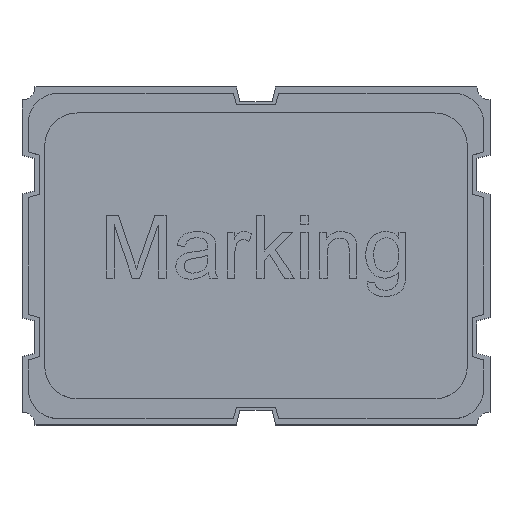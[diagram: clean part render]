
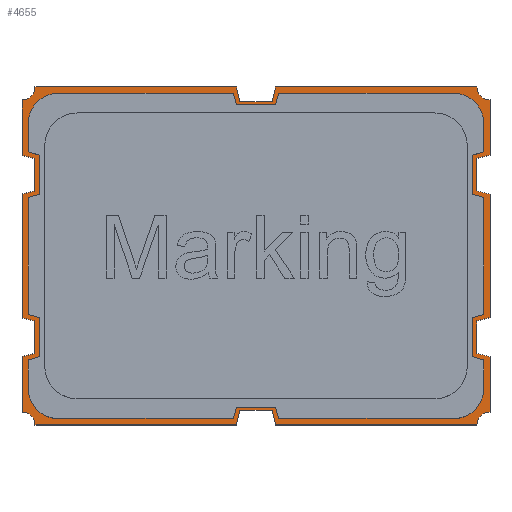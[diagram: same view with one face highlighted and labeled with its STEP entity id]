
A CAD part, top view. The second image highlights one B-rep face of the part: STEP entity #4655.
In plain terms, the highlighted planar face has unit normal (0, 0, 1).
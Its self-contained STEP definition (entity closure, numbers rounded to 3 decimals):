
#192=CIRCLE('',#5759,0.2);
#193=CIRCLE('',#5765,0.2);
#194=CIRCLE('',#5772,0.2);
#195=CIRCLE('',#5778,0.2);
#453=ORIENTED_EDGE('',*,*,#1722,.T.);
#454=ORIENTED_EDGE('',*,*,#1725,.T.);
#455=ORIENTED_EDGE('',*,*,#1727,.T.);
#456=ORIENTED_EDGE('',*,*,#1732,.T.);
#457=ORIENTED_EDGE('',*,*,#1714,.T.);
#458=ORIENTED_EDGE('',*,*,#1718,.T.);
#459=ORIENTED_EDGE('',*,*,#1720,.T.);
#460=ORIENTED_EDGE('',*,*,#1694,.T.);
#461=ORIENTED_EDGE('',*,*,#1734,.T.);
#462=ORIENTED_EDGE('',*,*,#1736,.T.);
#463=ORIENTED_EDGE('',*,*,#1737,.T.);
#464=ORIENTED_EDGE('',*,*,#1700,.T.);
#465=ORIENTED_EDGE('',*,*,#1739,.T.);
#466=ORIENTED_EDGE('',*,*,#1741,.T.);
#467=ORIENTED_EDGE('',*,*,#1743,.T.);
#468=ORIENTED_EDGE('',*,*,#1745,.T.);
#469=ORIENTED_EDGE('',*,*,#1747,.T.);
#470=ORIENTED_EDGE('',*,*,#1749,.T.);
#471=ORIENTED_EDGE('',*,*,#1751,.T.);
#472=ORIENTED_EDGE('',*,*,#1756,.T.);
#473=ORIENTED_EDGE('',*,*,#1705,.T.);
#474=ORIENTED_EDGE('',*,*,#1709,.T.);
#475=ORIENTED_EDGE('',*,*,#1711,.T.);
#476=ORIENTED_EDGE('',*,*,#1677,.T.);
#477=ORIENTED_EDGE('',*,*,#1758,.T.);
#478=ORIENTED_EDGE('',*,*,#1760,.T.);
#479=ORIENTED_EDGE('',*,*,#1761,.T.);
#480=ORIENTED_EDGE('',*,*,#1686,.T.);
#481=ORIENTED_EDGE('',*,*,#1763,.T.);
#482=ORIENTED_EDGE('',*,*,#1765,.T.);
#483=ORIENTED_EDGE('',*,*,#1767,.T.);
#484=ORIENTED_EDGE('',*,*,#1768,.T.);
#1677=EDGE_CURVE('',#2364,#2363,#2832,.T.);
#1686=EDGE_CURVE('',#2371,#2370,#2841,.T.);
#1694=EDGE_CURVE('',#2376,#2375,#2849,.T.);
#1700=EDGE_CURVE('',#2381,#2380,#2855,.T.);
#1705=EDGE_CURVE('',#2385,#2384,#2860,.T.);
#1709=EDGE_CURVE('',#2384,#2387,#2864,.T.);
#1711=EDGE_CURVE('',#2387,#2364,#2866,.T.);
#1714=EDGE_CURVE('',#2391,#2390,#2869,.T.);
#1718=EDGE_CURVE('',#2390,#2393,#2873,.T.);
#1720=EDGE_CURVE('',#2393,#2376,#2875,.T.);
#1722=EDGE_CURVE('',#2395,#2394,#2877,.T.);
#1725=EDGE_CURVE('',#2394,#2396,#2880,.T.);
#1727=EDGE_CURVE('',#2396,#2397,#192,.T.);
#1732=EDGE_CURVE('',#2397,#2391,#2886,.T.);
#1734=EDGE_CURVE('',#2375,#2401,#2888,.T.);
#1736=EDGE_CURVE('',#2401,#2402,#2890,.T.);
#1737=EDGE_CURVE('',#2402,#2381,#2891,.T.);
#1739=EDGE_CURVE('',#2380,#2403,#193,.T.);
#1741=EDGE_CURVE('',#2403,#2404,#2894,.T.);
#1743=EDGE_CURVE('',#2404,#2405,#2896,.T.);
#1745=EDGE_CURVE('',#2405,#2406,#2898,.T.);
#1747=EDGE_CURVE('',#2406,#2407,#2900,.T.);
#1749=EDGE_CURVE('',#2407,#2408,#2902,.T.);
#1751=EDGE_CURVE('',#2408,#2409,#194,.T.);
#1756=EDGE_CURVE('',#2409,#2385,#2908,.T.);
#1758=EDGE_CURVE('',#2363,#2413,#2910,.T.);
#1760=EDGE_CURVE('',#2413,#2414,#2912,.T.);
#1761=EDGE_CURVE('',#2414,#2371,#2913,.T.);
#1763=EDGE_CURVE('',#2370,#2415,#195,.T.);
#1765=EDGE_CURVE('',#2415,#2416,#2916,.T.);
#1767=EDGE_CURVE('',#2416,#2417,#2918,.T.);
#1768=EDGE_CURVE('',#2417,#2395,#2919,.T.);
#2363=VERTEX_POINT('',#7232);
#2364=VERTEX_POINT('',#7234);
#2370=VERTEX_POINT('',#7249);
#2371=VERTEX_POINT('',#7251);
#2375=VERTEX_POINT('',#7263);
#2376=VERTEX_POINT('',#7265);
#2380=VERTEX_POINT('',#7275);
#2381=VERTEX_POINT('',#7277);
#2384=VERTEX_POINT('',#7285);
#2385=VERTEX_POINT('',#7287);
#2387=VERTEX_POINT('',#7293);
#2390=VERTEX_POINT('',#7303);
#2391=VERTEX_POINT('',#7305);
#2393=VERTEX_POINT('',#7311);
#2394=VERTEX_POINT('',#7318);
#2395=VERTEX_POINT('',#7320);
#2396=VERTEX_POINT('',#7324);
#2397=VERTEX_POINT('',#7328);
#2401=VERTEX_POINT('',#7341);
#2402=VERTEX_POINT('',#7345);
#2403=VERTEX_POINT('',#7351);
#2404=VERTEX_POINT('',#7355);
#2405=VERTEX_POINT('',#7359);
#2406=VERTEX_POINT('',#7363);
#2407=VERTEX_POINT('',#7367);
#2408=VERTEX_POINT('',#7371);
#2409=VERTEX_POINT('',#7375);
#2413=VERTEX_POINT('',#7388);
#2414=VERTEX_POINT('',#7392);
#2415=VERTEX_POINT('',#7398);
#2416=VERTEX_POINT('',#7402);
#2417=VERTEX_POINT('',#7406);
#2832=LINE('',#7233,#3379);
#2841=LINE('',#7250,#3388);
#2849=LINE('',#7264,#3396);
#2855=LINE('',#7276,#3402);
#2860=LINE('',#7286,#3407);
#2864=LINE('',#7294,#3411);
#2866=LINE('',#7297,#3413);
#2869=LINE('',#7304,#3416);
#2873=LINE('',#7312,#3420);
#2875=LINE('',#7315,#3422);
#2877=LINE('',#7319,#3424);
#2880=LINE('',#7325,#3427);
#2886=LINE('',#7338,#3433);
#2888=LINE('',#7342,#3435);
#2890=LINE('',#7346,#3437);
#2891=LINE('',#7348,#3438);
#2894=LINE('',#7356,#3441);
#2896=LINE('',#7360,#3443);
#2898=LINE('',#7364,#3445);
#2900=LINE('',#7368,#3447);
#2902=LINE('',#7372,#3449);
#2908=LINE('',#7385,#3455);
#2910=LINE('',#7389,#3457);
#2912=LINE('',#7393,#3459);
#2913=LINE('',#7395,#3460);
#2916=LINE('',#7403,#3463);
#2918=LINE('',#7407,#3465);
#2919=LINE('',#7409,#3466);
#3379=VECTOR('',#6098,1000.);
#3388=VECTOR('',#6109,1000.);
#3396=VECTOR('',#6119,1000.);
#3402=VECTOR('',#6127,1000.);
#3407=VECTOR('',#6134,1000.);
#3411=VECTOR('',#6140,1000.);
#3413=VECTOR('',#6144,1000.);
#3416=VECTOR('',#6149,1000.);
#3420=VECTOR('',#6155,1000.);
#3422=VECTOR('',#6159,1000.);
#3424=VECTOR('',#6163,1000.);
#3427=VECTOR('',#6168,1000.);
#3433=VECTOR('',#6180,1000.);
#3435=VECTOR('',#6184,1000.);
#3437=VECTOR('',#6188,1000.);
#3438=VECTOR('',#6191,1000.);
#3441=VECTOR('',#6200,1000.);
#3443=VECTOR('',#6204,1000.);
#3445=VECTOR('',#6208,1000.);
#3447=VECTOR('',#6212,1000.);
#3449=VECTOR('',#6216,1000.);
#3455=VECTOR('',#6228,1000.);
#3457=VECTOR('',#6232,1000.);
#3459=VECTOR('',#6236,1000.);
#3460=VECTOR('',#6239,1000.);
#3463=VECTOR('',#6248,1000.);
#3465=VECTOR('',#6252,1000.);
#3466=VECTOR('',#6255,1000.);
#3894=EDGE_LOOP('',(#453,#454,#455,#456,#457,#458,#459,#460,#461,#462,#463,
#464,#465,#466,#467,#468,#469,#470,#471,#472,#473,#474,#475,#476,#477,#478,
#479,#480,#481,#482,#483,#484));
#4161=FACE_BOUND('',#3894,.T.);
#4424=PLANE('',#5782);
#4655=ADVANCED_FACE('',(#4161),#4424,.F.);
#5759=AXIS2_PLACEMENT_3D('',#7329,#6172,#6173);
#5765=AXIS2_PLACEMENT_3D('',#7352,#6195,#6196);
#5772=AXIS2_PLACEMENT_3D('',#7376,#6220,#6221);
#5778=AXIS2_PLACEMENT_3D('',#7399,#6243,#6244);
#5782=AXIS2_PLACEMENT_3D('',#7410,#6256,#6257);
#6098=DIRECTION('',(0.,-1.,0.));
#6109=DIRECTION('',(0.,-1.,0.));
#6119=DIRECTION('',(0.,1.,0.));
#6127=DIRECTION('',(0.,1.,0.));
#6134=DIRECTION('',(0.97,-0.243,0.));
#6140=DIRECTION('',(0.,-1.,0.));
#6144=DIRECTION('',(-0.97,-0.243,0.));
#6149=DIRECTION('',(-0.97,0.243,0.));
#6155=DIRECTION('',(0.,1.,0.));
#6159=DIRECTION('',(0.97,0.243,0.));
#6163=DIRECTION('',(0.217,-0.976,0.));
#6168=DIRECTION('',(1.,0.,0.));
#6172=DIRECTION('',(0.,0.,-1.));
#6173=DIRECTION('',(1.,0.,0.));
#6180=DIRECTION('',(0.,1.,0.));
#6184=DIRECTION('',(-0.97,0.243,0.));
#6188=DIRECTION('',(0.,1.,0.));
#6191=DIRECTION('',(0.97,0.243,0.));
#6195=DIRECTION('',(0.,0.,-1.));
#6196=DIRECTION('',(1.,0.,0.));
#6200=DIRECTION('',(-1.,0.,0.));
#6204=DIRECTION('',(-0.217,-0.976,0.));
#6208=DIRECTION('',(-1.,0.,0.));
#6212=DIRECTION('',(-0.217,0.976,0.));
#6216=DIRECTION('',(-1.,0.,0.));
#6220=DIRECTION('',(0.,0.,-1.));
#6221=DIRECTION('',(-1.,0.,0.));
#6228=DIRECTION('',(0.,-1.,0.));
#6232=DIRECTION('',(0.97,-0.243,0.));
#6236=DIRECTION('',(0.,-1.,0.));
#6239=DIRECTION('',(-0.97,-0.243,0.));
#6243=DIRECTION('',(0.,0.,-1.));
#6244=DIRECTION('',(-1.,0.,0.));
#6248=DIRECTION('',(1.,0.,0.));
#6252=DIRECTION('',(0.217,0.976,0.));
#6255=DIRECTION('',(1.,0.,0.));
#6256=DIRECTION('',(0.,0.,-1.));
#6257=DIRECTION('',(-1.,0.,0.));
#7232=CARTESIAN_POINT('',(-3.6,-0.95,0.7));
#7233=CARTESIAN_POINT('',(-3.6,0.95,0.7));
#7234=CARTESIAN_POINT('',(-3.6,0.95,0.7));
#7249=CARTESIAN_POINT('',(-3.6,-2.4,0.7));
#7250=CARTESIAN_POINT('',(-3.6,-1.55,0.7));
#7251=CARTESIAN_POINT('',(-3.6,-1.55,0.7));
#7263=CARTESIAN_POINT('',(3.6,0.95,0.7));
#7264=CARTESIAN_POINT('',(3.6,-0.95,0.7));
#7265=CARTESIAN_POINT('',(3.6,-0.95,0.7));
#7275=CARTESIAN_POINT('',(3.6,2.4,0.7));
#7276=CARTESIAN_POINT('',(3.6,1.55,0.7));
#7277=CARTESIAN_POINT('',(3.6,1.55,0.7));
#7285=CARTESIAN_POINT('',(-3.4,1.5,0.7));
#7286=CARTESIAN_POINT('',(-3.6,1.55,0.7));
#7287=CARTESIAN_POINT('',(-3.6,1.55,0.7));
#7293=CARTESIAN_POINT('',(-3.4,1.,0.7));
#7294=CARTESIAN_POINT('',(-3.4,1.5,0.7));
#7297=CARTESIAN_POINT('',(-3.4,1.,0.7));
#7303=CARTESIAN_POINT('',(3.4,-1.5,0.7));
#7304=CARTESIAN_POINT('',(3.6,-1.55,0.7));
#7305=CARTESIAN_POINT('',(3.6,-1.55,0.7));
#7311=CARTESIAN_POINT('',(3.4,-1.,0.7));
#7312=CARTESIAN_POINT('',(3.4,-1.5,0.7));
#7315=CARTESIAN_POINT('',(3.4,-1.,0.7));
#7318=CARTESIAN_POINT('',(0.3,-2.6,0.7));
#7319=CARTESIAN_POINT('',(0.25,-2.375,0.7));
#7320=CARTESIAN_POINT('',(0.25,-2.375,0.7));
#7324=CARTESIAN_POINT('',(3.4,-2.6,0.7));
#7325=CARTESIAN_POINT('',(0.3,-2.6,0.7));
#7328=CARTESIAN_POINT('',(3.6,-2.4,0.7));
#7329=CARTESIAN_POINT('',(3.6,-2.6,0.7));
#7338=CARTESIAN_POINT('',(3.6,-2.4,0.7));
#7341=CARTESIAN_POINT('',(3.4,1.,0.7));
#7342=CARTESIAN_POINT('',(3.4,1.,0.7));
#7345=CARTESIAN_POINT('',(3.4,1.5,0.7));
#7346=CARTESIAN_POINT('',(3.4,1.5,0.7));
#7348=CARTESIAN_POINT('',(3.6,1.55,0.7));
#7351=CARTESIAN_POINT('',(3.4,2.6,0.7));
#7352=CARTESIAN_POINT('',(3.6,2.6,0.7));
#7355=CARTESIAN_POINT('',(0.3,2.6,0.7));
#7356=CARTESIAN_POINT('',(3.4,2.6,0.7));
#7359=CARTESIAN_POINT('',(0.25,2.375,0.7));
#7360=CARTESIAN_POINT('',(0.25,2.375,0.7));
#7363=CARTESIAN_POINT('',(-0.25,2.375,0.7));
#7364=CARTESIAN_POINT('',(-0.25,2.375,0.7));
#7367=CARTESIAN_POINT('',(-0.3,2.6,0.7));
#7368=CARTESIAN_POINT('',(-0.3,2.6,0.7));
#7371=CARTESIAN_POINT('',(-3.4,2.6,0.7));
#7372=CARTESIAN_POINT('',(-0.3,2.6,0.7));
#7375=CARTESIAN_POINT('',(-3.6,2.4,0.7));
#7376=CARTESIAN_POINT('',(-3.6,2.6,0.7));
#7385=CARTESIAN_POINT('',(-3.6,2.4,0.7));
#7388=CARTESIAN_POINT('',(-3.4,-1.,0.7));
#7389=CARTESIAN_POINT('',(-3.4,-1.,0.7));
#7392=CARTESIAN_POINT('',(-3.4,-1.5,0.7));
#7393=CARTESIAN_POINT('',(-3.4,-1.5,0.7));
#7395=CARTESIAN_POINT('',(-3.6,-1.55,0.7));
#7398=CARTESIAN_POINT('',(-3.4,-2.6,0.7));
#7399=CARTESIAN_POINT('',(-3.6,-2.6,0.7));
#7402=CARTESIAN_POINT('',(-0.3,-2.6,0.7));
#7403=CARTESIAN_POINT('',(-3.4,-2.6,0.7));
#7406=CARTESIAN_POINT('',(-0.25,-2.375,0.7));
#7407=CARTESIAN_POINT('',(-0.3,-2.6,0.7));
#7409=CARTESIAN_POINT('',(-0.25,-2.375,0.7));
#7410=CARTESIAN_POINT('',(3.6,-2.6,0.7));
